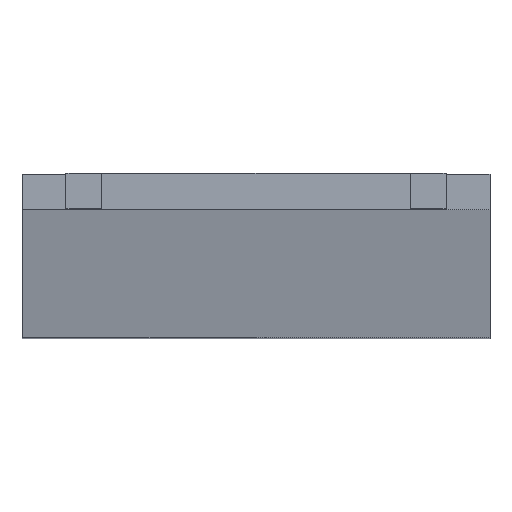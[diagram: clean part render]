
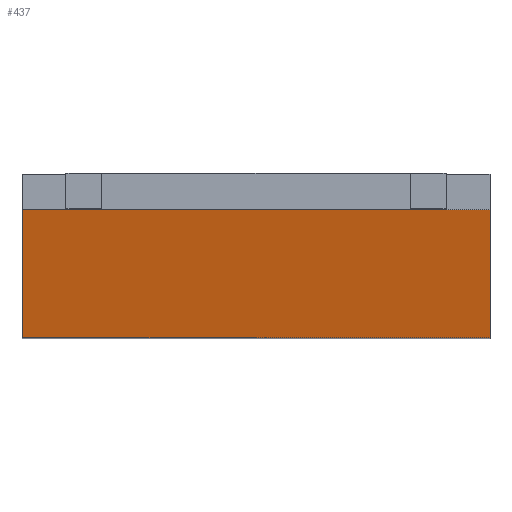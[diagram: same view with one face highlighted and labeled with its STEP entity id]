
A CAD part, top view. The second image highlights one B-rep face of the part: STEP entity #437.
In plain terms, the highlighted planar face has unit normal (0, -0.217, 0.976).
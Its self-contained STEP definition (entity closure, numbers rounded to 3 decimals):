
#249=VECTOR('',#250,1.);
#250=DIRECTION('',(1.,0.,0.));
#275=VERTEX_POINT('',#276);
#276=CARTESIAN_POINT('',(-0.998,0.77,8.325));
#281=EDGE_CURVE('',#275,#282,#284,.T.);
#282=VERTEX_POINT('',#283);
#283=CARTESIAN_POINT('',(5.578,0.77,8.325));
#284=LINE('',#276,#249);
#329=VERTEX_POINT('',#330);
#330=CARTESIAN_POINT('',(-0.998,-1.03,7.925));
#335=EDGE_CURVE('',#329,#275,#336,.T.);
#336=LINE('',#330,#337);
#337=VECTOR('',#338,1.);
#338=DIRECTION('',(0.,0.976,0.217)  );
#428=VERTEX_POINT('',#429);
#429=CARTESIAN_POINT('',(5.578,-1.03,7.925));
#431=ORIENTED_EDGE('',*,*,#432,.T.);
#432=EDGE_CURVE('',#428,#282,#433,.T.);
#433=LINE('',#429,#337);
#437=ADVANCED_FACE('',(#438),#445,.T.);
#438=FACE_BOUND('',#439,.T.);
#439=EDGE_LOOP('',(#440,#431,#443,#444));
#440=ORIENTED_EDGE('',*,*,#441,.T.);
#441=EDGE_CURVE('',#329,#428,#442,.T.);
#442=LINE('',#330,#249);
#443=ORIENTED_EDGE('',*,*,#281,.F.);
#444=ORIENTED_EDGE('',*,*,#335,.F.);
#445=PLANE('',#446);
#446=AXIS2_PLACEMENT_3D('',#330,#447,#448);
#447=DIRECTION('',(0.,-0.217,0.976    ));
#448=DIRECTION('',(0.,0.976,0.217)  );
